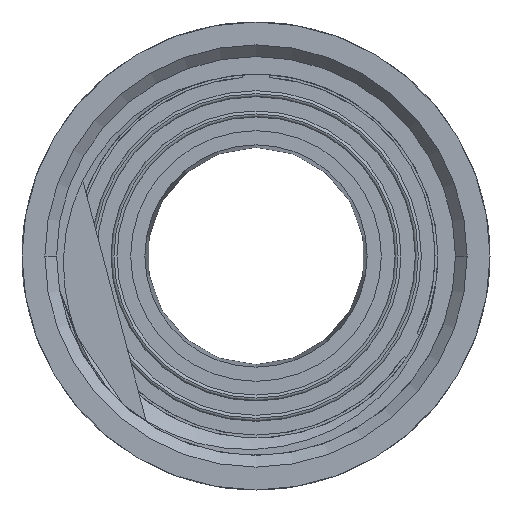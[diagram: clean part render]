
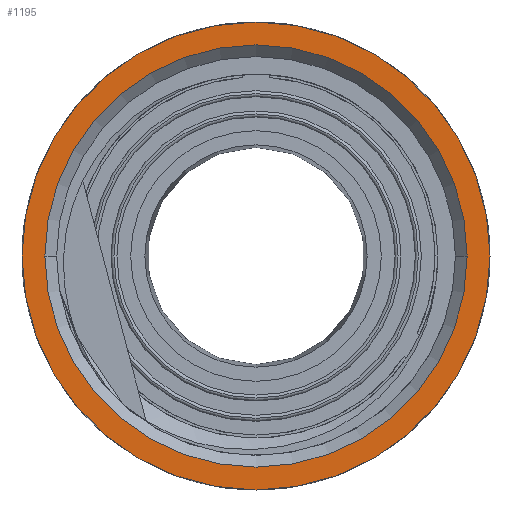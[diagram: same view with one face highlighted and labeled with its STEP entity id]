
A CAD part, front view. The second image highlights one B-rep face of the part: STEP entity #1195.
In plain terms, the highlighted planar face has unit normal (0, -1, 0).
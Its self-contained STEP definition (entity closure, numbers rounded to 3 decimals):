
#646=PLANE('',#4755);
#741=FACE_BOUND('',#1639,.T.);
#742=FACE_BOUND('',#1640,.T.);
#1195=ADVANCED_FACE('',(#741,#742),#646,.F.);
#1639=EDGE_LOOP('',(#2542,#2543));
#1640=EDGE_LOOP('',(#2544,#2545));
#2542=ORIENTED_EDGE('',*,*,#3961,.T.);
#2543=ORIENTED_EDGE('',*,*,#4072,.T.);
#2544=ORIENTED_EDGE('',*,*,#4073,.F.);
#2545=ORIENTED_EDGE('',*,*,#3976,.F.);
#3561=VERTEX_POINT('',#6034);
#3562=VERTEX_POINT('',#6036);
#3574=VERTEX_POINT('',#6081);
#3575=VERTEX_POINT('',#6083);
#3961=EDGE_CURVE('',#3562,#3561,#4545,.T.);
#3976=EDGE_CURVE('',#3574,#3575,#4553,.T.);
#4072=EDGE_CURVE('',#3561,#3562,#4583,.T.);
#4073=EDGE_CURVE('',#3575,#3574,#4584,.T.);
#4545=CIRCLE('',#4696,18.046);
#4553=CIRCLE('',#4708,20.);
#4583=CIRCLE('',#4753,18.046);
#4584=CIRCLE('',#4754,20.);
#4696=AXIS2_PLACEMENT_3D('',#6035,#5057,#5058);
#4708=AXIS2_PLACEMENT_3D('',#6082,#5087,#5088);
#4753=AXIS2_PLACEMENT_3D('',#7613,#5214,#5215);
#4754=AXIS2_PLACEMENT_3D('',#7614,#5216,#5217);
#4755=AXIS2_PLACEMENT_3D('',#7615,#5218,#5219);
#5057=DIRECTION('',(0.,1.,0.));
#5058=DIRECTION('',(1.,0.,0.));
#5087=DIRECTION('',(0.,1.,0.));
#5088=DIRECTION('',(1.,0.,0.));
#5214=DIRECTION('',(0.,1.,0.));
#5215=DIRECTION('',(1.,0.,0.));
#5216=DIRECTION('',(0.,1.,0.));
#5217=DIRECTION('',(1.,0.,0.));
#5218=DIRECTION('',(0.,1.,0.));
#5219=DIRECTION('',(-1.,0.,0.));
#6034=CARTESIAN_POINT('',(-2211.102,1552.849,0.));
#6035=CARTESIAN_POINT('',(-2229.148,1552.849,0.));
#6036=CARTESIAN_POINT('',(-2247.193,1552.849,0.));
#6081=CARTESIAN_POINT('',(-2209.148,1552.849,0.));
#6082=CARTESIAN_POINT('',(-2229.148,1552.849,0.));
#6083=CARTESIAN_POINT('',(-2249.148,1552.849,0.));
#7613=CARTESIAN_POINT('',(-2229.148,1552.849,0.));
#7614=CARTESIAN_POINT('',(-2229.148,1552.849,0.));
#7615=CARTESIAN_POINT('',(-2229.148,1552.849,0.));
